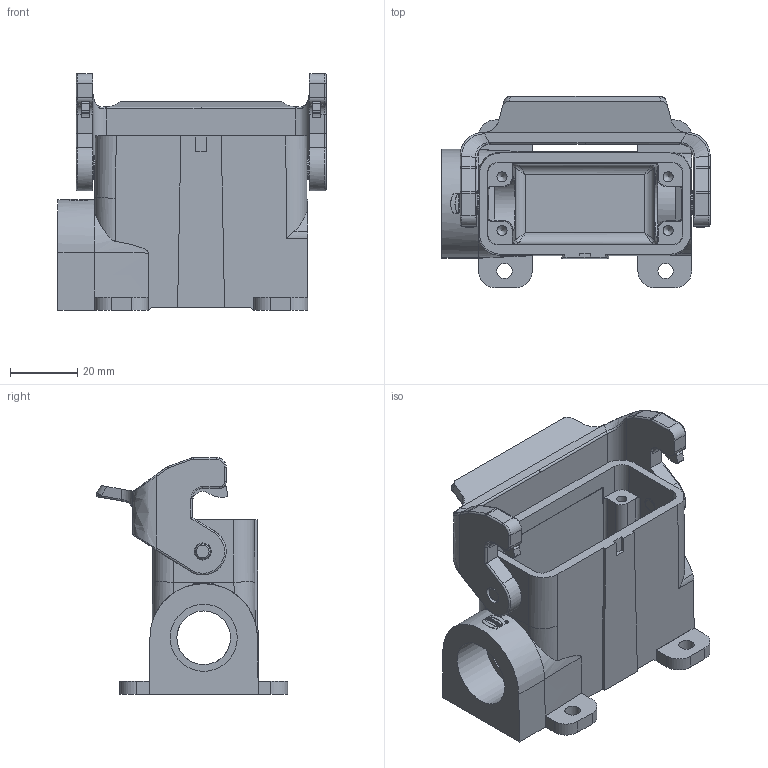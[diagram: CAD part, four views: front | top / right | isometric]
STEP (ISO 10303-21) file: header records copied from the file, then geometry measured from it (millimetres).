
FILE_DESCRIPTION(/* description */ (''),/* implementation_level */ '2;1');
FILE_NAME(/* name */ '100094847ugm000_d.stp',/* time_stamp */ '2017-12-18T10:11:19+01:00',/* author */ (''),/* organization */ (''),/* preprocessor_version */ 'ST-DEVELOPER v16',/* originating_system */ 'SIEMENS PLM Software NX 10.0',/* authorisation */ '');
FILE_SCHEMA (('AUTOMOTIVE_DESIGN { 1 0 10303 214 3 1 1 1 }'));
Length unit declared in the file: millimetre
Products named in the file (1): 100094847ugm000_d
Bounding box: 79.9 x 56.98 x 70.6 mm (x, y, z)
Volume: 58838.1 mm3; surface area: 34530.6 mm2
Topology: 4 solids, 4 shells, 426 faces, 1698 edges, 1892 vertices
Faces by surface type: plane 170, cylinder 139, bspline 101, cone 8, torus 8
Full cylindrical faces by diameter (mm): 0.66 x1, 3 x4, 4 x2, 4.6 x4, 4.8 x2, 5.1 x2, 7 x2, 16 x1, 20 x2
Entity records: 22785 total; most frequent: CARTESIAN_POINT 8036, ORIENTED_EDGE 2078, DIRECTION 1836, EDGE_CURVE 1039, PRESENTATION_STYLE_ASSIGNMENT 863, B_SPLINE_CURVE_WITH_KNOTS 710, VERTEX_POINT 679, LINE 642
